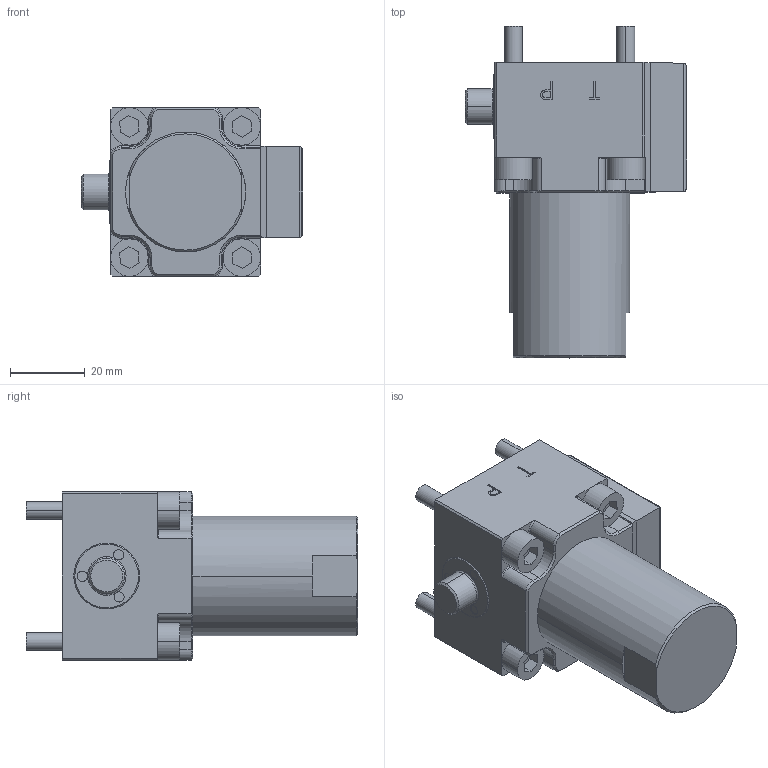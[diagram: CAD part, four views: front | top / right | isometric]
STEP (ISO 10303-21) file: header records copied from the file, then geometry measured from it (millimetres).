
FILE_DESCRIPTION (( 'STEP AP214' ), '1' );
FILE_NAME ('WVH-4B-2_2, 3_2-AIR, OIL.STEP', '2020-03-30T07:24:54', ( '' ), ( '' ), 'SwSTEP 2.0', 'SolidWorks 2018', '' );
FILE_SCHEMA (( 'AUTOMOTIVE_DESIGN' ));
Length unit declared in the file: millimetre
Products named in the file (1): WVH-4B-2_2, 3_2-AIR, OIL
Bounding box: 59 x 88.5 x 45 mm (x, y, z)
Volume: 105910.1 mm3; surface area: 17274.7 mm2
Topology: 1 solids, 6 shells, 542 faces, 1364 edges, 885 vertices
Faces by surface type: plane 376, cylinder 74, bspline 62, cone 18, torus 12
Entity records: 18540 total; most frequent: CARTESIAN_POINT 5869, ORIENTED_EDGE 2728, DIRECTION 2349, EDGE_CURVE 1364, VECTOR 1023, LINE 1023, VERTEX_POINT 885, AXIS2_PLACEMENT_3D 663
